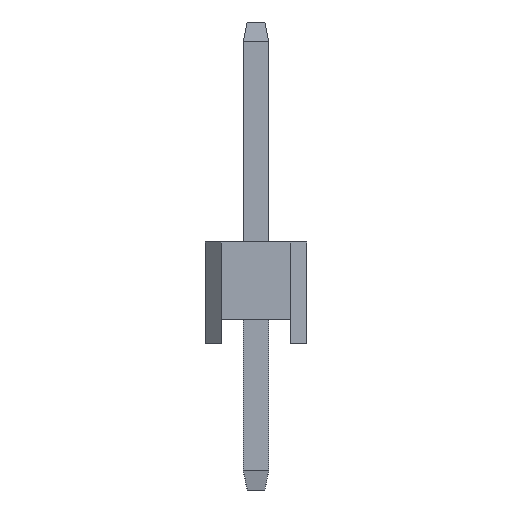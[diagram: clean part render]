
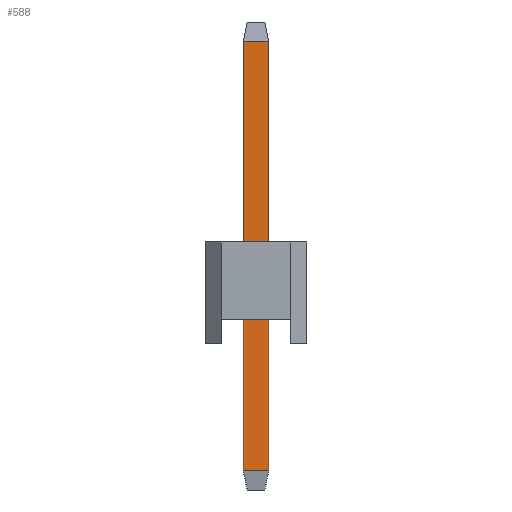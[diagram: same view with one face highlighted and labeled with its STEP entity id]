
A CAD part, left-side view. The second image highlights one B-rep face of the part: STEP entity #588.
In plain terms, the highlighted planar face has unit normal (-1, 0, 0).
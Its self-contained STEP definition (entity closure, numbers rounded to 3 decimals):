
#154=ORIENTED_EDGE('',*,*,#254,.F.);
#155=ORIENTED_EDGE('',*,*,#255,.T.);
#156=ORIENTED_EDGE('',*,*,#256,.T.);
#157=ORIENTED_EDGE('',*,*,#257,.T.);
#254=EDGE_CURVE('',#310,#311,#370,.T.);
#255=EDGE_CURVE('',#310,#312,#371,.T.);
#256=EDGE_CURVE('',#312,#313,#372,.T.);
#257=EDGE_CURVE('',#313,#311,#373,.T.);
#310=VERTEX_POINT('',#928);
#311=VERTEX_POINT('',#929);
#312=VERTEX_POINT('',#931);
#313=VERTEX_POINT('',#933);
#370=LINE('',#927,#442);
#371=LINE('',#930,#443);
#372=LINE('',#932,#444);
#373=LINE('',#934,#445);
#442=VECTOR('',#760,1000.);
#443=VECTOR('',#761,1000.);
#444=VECTOR('',#762,1000.);
#445=VECTOR('',#763,1000.);
#490=EDGE_LOOP('',(#154,#155,#156,#157));
#524=FACE_BOUND('',#490,.T.);
#556=PLANE('',#650);
#588=ADVANCED_FACE('',(#524),#556,.F.);
#650=AXIS2_PLACEMENT_3D('',#926,#758,#759);
#758=DIRECTION('',(1.,0.,0.));
#759=DIRECTION('',(0.,0.,-1.));
#760=DIRECTION('',(0.,0.,-1.));
#761=DIRECTION('',(0.,1.,0.));
#762=DIRECTION('',(0.,0.,-1.));
#763=DIRECTION('',(0.,-1.,0.));
#926=CARTESIAN_POINT('',(-0.32,0.32,11.7));
#927=CARTESIAN_POINT('',(-0.32,-0.32,11.7));
#928=CARTESIAN_POINT('',(-0.32,-0.32,11.2));
#929=CARTESIAN_POINT('',(-0.32,-0.32,0.5));
#930=CARTESIAN_POINT('',(-0.32,0.32,11.2));
#931=CARTESIAN_POINT('',(-0.32,0.32,11.2));
#932=CARTESIAN_POINT('',(-0.32,0.32,11.7));
#933=CARTESIAN_POINT('',(-0.32,0.32,0.5));
#934=CARTESIAN_POINT('',(-0.32,0.32,0.5));
